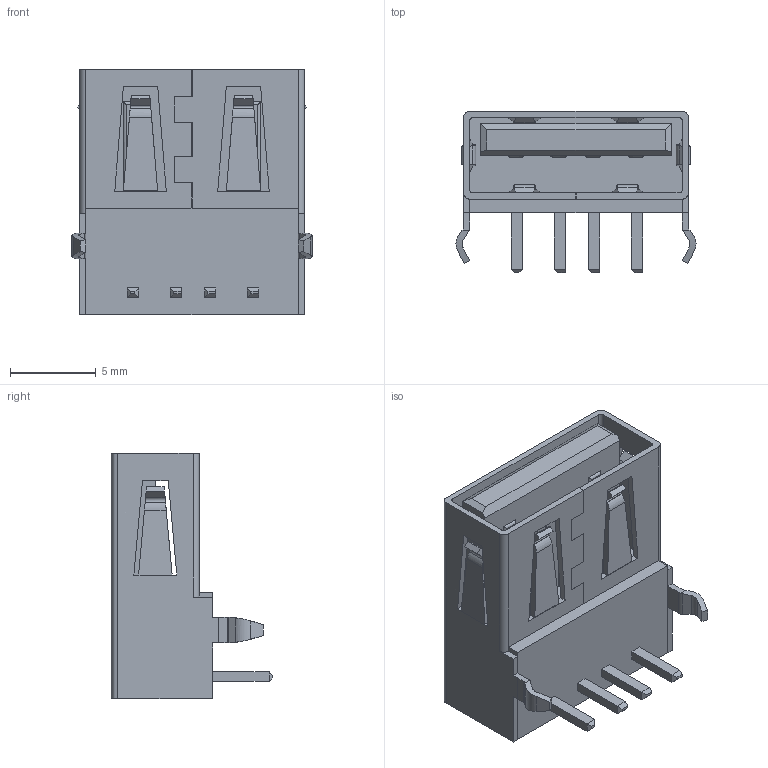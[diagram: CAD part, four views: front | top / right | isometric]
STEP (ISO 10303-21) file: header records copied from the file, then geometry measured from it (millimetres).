
FILE_DESCRIPTION(/* description */ (''),/* implementation_level */ '2;1');
FILE_NAME(/* name */ 'USB_Receptacle.stp',/* time_stamp */ '2014-05-05T05:59:57+08:00',/* author */ ('Dell'),/* organization */ (''),/* preprocessor_version */ 'ST-DEVELOPER v15.2',/* originating_system */ 'Autodesk Inventor 2014',/* authorisation */ '');
FILE_SCHEMA (('AUTOMOTIVE_DESIGN { 1 0 10303 214 3 1 1 }'));
Length unit declared in the file: millimetre
Products named in the file (3): USB_Receptacle_Body1; USB_Receptacle_Body2; USB_Receptacle
Bounding box: 13.99 x 9.39 x 14.3 mm (x, y, z)
Volume: 730.7 mm3; surface area: 1509.3 mm2
Topology: 2 solids, 2 shells, 280 faces, 771 edges, 500 vertices
Faces by surface type: plane 200, cylinder 76, bspline 4
Entity records: 9021 total; most frequent: CARTESIAN_POINT 1720, ORIENTED_EDGE 1542, DIRECTION 1419, EDGE_CURVE 771, LINE 621, VECTOR 621, VERTEX_POINT 500, AXIS2_PLACEMENT_3D 399
